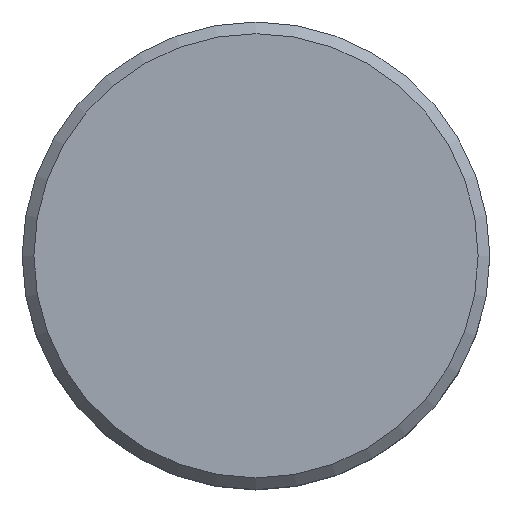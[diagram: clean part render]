
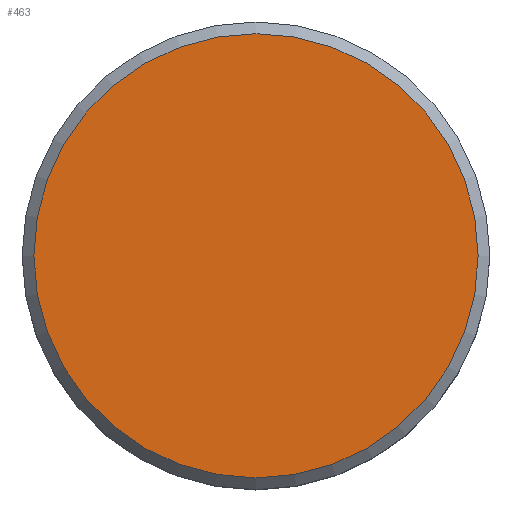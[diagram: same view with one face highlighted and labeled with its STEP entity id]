
A CAD part, top view. The second image highlights one B-rep face of the part: STEP entity #463.
In plain terms, the highlighted planar face has unit normal (0, 0, 1).
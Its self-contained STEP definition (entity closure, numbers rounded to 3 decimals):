
#21=PLANE('',#506);
#44=FACE_OUTER_BOUND('',#71,.T.);
#71=EDGE_LOOP('',(#329));
#189=CIRCLE('',#504,9.5);
#212=VERTEX_POINT('',#702);
#257=EDGE_CURVE('',#212,#212,#189,.T.);
#329=ORIENTED_EDGE('',*,*,#257,.F.);
#463=ADVANCED_FACE('',(#44),#21,.T.);
#504=AXIS2_PLACEMENT_3D('',#703,#557,#558);
#506=AXIS2_PLACEMENT_3D('',#707,#562,#563);
#557=DIRECTION('center_axis',(0.,0.,-1.));
#558=DIRECTION('ref_axis',(-1.,0.,0.));
#562=DIRECTION('center_axis',(0.,0.,1.));
#563=DIRECTION('ref_axis',(1.,0.,0.));
#702=CARTESIAN_POINT('',(319.563,-14.788,30.5));
#703=CARTESIAN_POINT('Origin',(310.063,-14.788,30.5));
#707=CARTESIAN_POINT('Origin',(310.063,-14.788,30.5));
